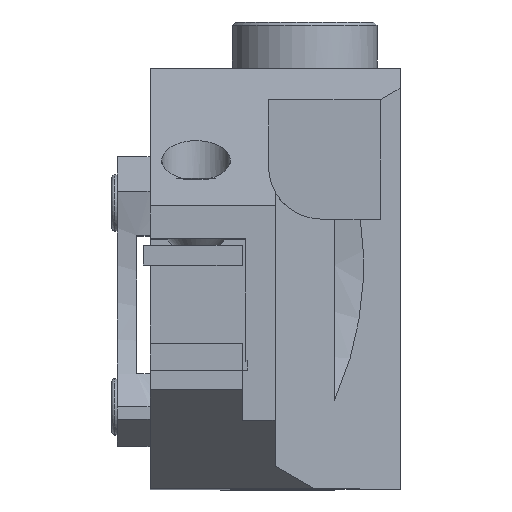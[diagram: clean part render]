
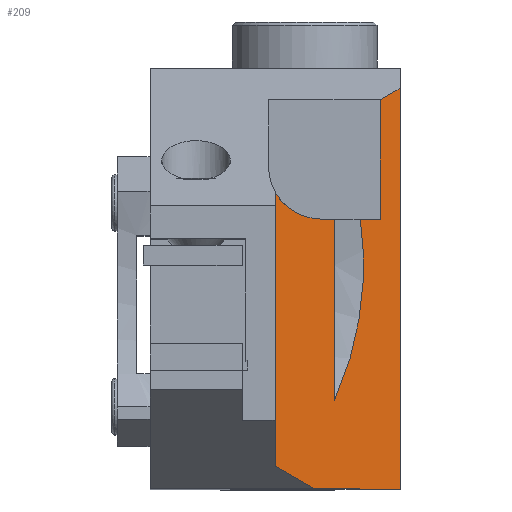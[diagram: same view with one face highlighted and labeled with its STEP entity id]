
A CAD part, top view. The second image highlights one B-rep face of the part: STEP entity #209.
In plain terms, the highlighted planar face has unit normal (0.707, 0, 0.707).
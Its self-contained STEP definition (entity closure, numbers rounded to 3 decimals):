
#67=ELLIPSE('',#2268,11.314,8.);
#68=ELLIPSE('',#2269,70.711,50.);
#209=ADVANCED_FACE('',(#422),#333,.T.);
#333=PLANE('',#2270);
#422=FACE_OUTER_BOUND('',#522,.T.);
#522=EDGE_LOOP('',(#800,#801,#802,#803,#804,#805,#806,#807,#808,#809,#810));
#800=ORIENTED_EDGE('',*,*,#1574,.F.);
#801=ORIENTED_EDGE('',*,*,#1575,.T.);
#802=ORIENTED_EDGE('',*,*,#1542,.F.);
#803=ORIENTED_EDGE('',*,*,#1540,.T.);
#804=ORIENTED_EDGE('',*,*,#1549,.T.);
#805=ORIENTED_EDGE('',*,*,#1576,.T.);
#806=ORIENTED_EDGE('',*,*,#1577,.T.);
#807=ORIENTED_EDGE('',*,*,#1578,.F.);
#808=ORIENTED_EDGE('',*,*,#1579,.F.);
#809=ORIENTED_EDGE('',*,*,#1580,.F.);
#810=ORIENTED_EDGE('',*,*,#1581,.F.);
#1321=VERTEX_POINT('',#3181);
#1322=VERTEX_POINT('',#3183);
#1323=VERTEX_POINT('',#3187);
#1329=VERTEX_POINT('',#3200);
#1349=VERTEX_POINT('',#3250);
#1350=VERTEX_POINT('',#3251);
#1351=VERTEX_POINT('',#3254);
#1352=VERTEX_POINT('',#3256);
#1353=VERTEX_POINT('',#3258);
#1354=VERTEX_POINT('',#3260);
#1355=VERTEX_POINT('',#3262);
#1540=EDGE_CURVE('',#1322,#1321,#1832,.T.);
#1542=EDGE_CURVE('',#1322,#1323,#1834,.T.);
#1549=EDGE_CURVE('',#1321,#1329,#1840,.T.);
#1574=EDGE_CURVE('',#1349,#1350,#1864,.T.);
#1575=EDGE_CURVE('',#1349,#1323,#67,.T.);
#1576=EDGE_CURVE('',#1329,#1351,#1865,.T.);
#1577=EDGE_CURVE('',#1351,#1352,#1866,.T.);
#1578=EDGE_CURVE('',#1353,#1352,#1867,.T.);
#1579=EDGE_CURVE('',#1354,#1353,#1868,.T.);
#1580=EDGE_CURVE('',#1355,#1354,#68,.T.);
#1581=EDGE_CURVE('',#1350,#1355,#1869,.T.);
#1832=LINE('',#3182,#2070);
#1834=LINE('',#3186,#2072);
#1840=LINE('',#3201,#2078);
#1864=LINE('',#3249,#2102);
#1865=LINE('',#3253,#2103);
#1866=LINE('',#3255,#2104);
#1867=LINE('',#3257,#2105);
#1868=LINE('',#3259,#2106);
#1869=LINE('',#3263,#2107);
#2070=VECTOR('',#2529,1.);
#2072=VECTOR('',#2533,1.);
#2078=VECTOR('',#2543,1.);
#2102=VECTOR('',#2577,1.);
#2103=VECTOR('',#2580,1.);
#2104=VECTOR('',#2581,1.);
#2105=VECTOR('',#2582,1.);
#2106=VECTOR('',#2583,1.);
#2107=VECTOR('',#2586,1.);
#2268=AXIS2_PLACEMENT_3D('',#3252,#2578,#2579);
#2269=AXIS2_PLACEMENT_3D('',#3261,#2584,#2585);
#2270=AXIS2_PLACEMENT_3D('',#3264,#2587,#2588);
#2529=DIRECTION('',(0.655,-0.378,-0.655));
#2533=DIRECTION('',(0.,1.,0.));
#2543=DIRECTION('',(0.707,0.,-0.707));
#2577=DIRECTION('',(0.707,0.,-0.707));
#2578=DIRECTION('',(-0.707,0.,-0.707));
#2579=DIRECTION('',(-0.707,0.,0.707));
#2580=DIRECTION('',(0.,1.,0.));
#2581=DIRECTION('',(-0.655,-0.378,0.655));
#2582=DIRECTION('',(0.,1.,0.));
#2583=DIRECTION('',(0.707,0.,-0.707));
#2584=DIRECTION('',(0.707,0.,0.707));
#2585=DIRECTION('',(-0.707,0.,0.707));
#2586=DIRECTION('',(0.,-1.,0.));
#2587=DIRECTION('',(0.707,0.,0.707));
#2588=DIRECTION('',(-0.707,0.,0.707));
#3181=CARTESIAN_POINT('',(-4.019,-34.,23.756));
#3182=CARTESIAN_POINT('',(-9.146,-31.04,28.883));
#3183=CARTESIAN_POINT('',(-10.,-30.547,29.737));
#3186=CARTESIAN_POINT('',(-10.,-34.,29.737));
#3187=CARTESIAN_POINT('',(-10.,11.127,29.737));
#3200=CARTESIAN_POINT('',(9.,-34.,10.737));
#3201=CARTESIAN_POINT('',(-10.,-34.,29.737));
#3249=CARTESIAN_POINT('',(-10.,7.,29.737));
#3250=CARTESIAN_POINT('',(-3.,7.,22.737));
#3251=CARTESIAN_POINT('',(-1.,7.,20.737));
#3252=CARTESIAN_POINT('',(-3.,15.,22.737));
#3253=CARTESIAN_POINT('',(9.,-34.,10.737));
#3254=CARTESIAN_POINT('',(9.,26.898,10.737));
#3255=CARTESIAN_POINT('',(-22.354,8.796,42.091));
#3256=CARTESIAN_POINT('',(6.,25.166,13.737));
#3257=CARTESIAN_POINT('',(6.,-34.,13.737));
#3258=CARTESIAN_POINT('',(6.,7.,13.737));
#3259=CARTESIAN_POINT('',(-10.,7.,29.737));
#3260=CARTESIAN_POINT('',(2.945,7.,16.793));
#3261=CARTESIAN_POINT('',(-46.563,0.,66.3));
#3262=CARTESIAN_POINT('',(-1.,-20.592,20.737));
#3263=CARTESIAN_POINT('',(-1.,-34.,20.737));
#3264=CARTESIAN_POINT('',(-10.,-34.,29.737));
